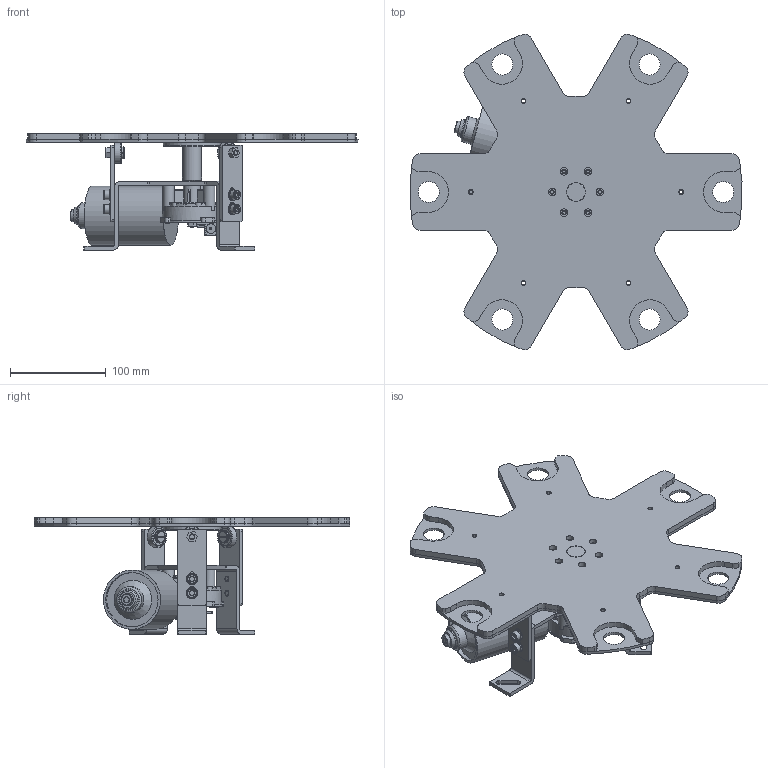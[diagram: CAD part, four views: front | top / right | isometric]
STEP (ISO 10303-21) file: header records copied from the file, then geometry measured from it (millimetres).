
FILE_DESCRIPTION(/* description */ (''),/* implementation_level */ '2;1');
FILE_NAME(/* name */ 'DrehtischAP214.stp',/* time_stamp */ '2023-03-15T14:51:30+01:00',/* author */ ('caesarb'),/* organization */ (''),/* preprocessor_version */ 'ST-DEVELOPER v19',/* originating_system */ 'Autodesk Inventor 2023',/* authorisation */ '');
FILE_SCHEMA (('AUTOMOTIVE_DESIGN { 1 0 10303 214 3 1 1 }'));
Length unit declared in the file: millimetre
Products named in the file (8): 00654972_MOD_RUNDSCHALTT_D_MP3-M-RST; 652351; 683472; 652341; 658556; 656868; 652345; 652343 
Assembly tree (9 placements, depth 2):
  00654972_MOD_RUNDSCHALTT_D_MP3-M-RST
    652351
    683472
    656868  x3
    652341
    658556
    652345
    652343 
Bounding box: 347.27 x 330.13 x 122 mm (x, y, z)
Volume: 1009467.6 mm3; surface area: 384338.5 mm2
Topology: 9 solids, 21 shells, 1120 faces, 2889 edges, 1873 vertices
Faces by surface type: plane 563, cylinder 387, cone 118, torus 47, sphere 5
Full cylindrical faces by diameter (mm): 2 x2, 3.141 x6, 3.2 x2, 4 x1, 4.019 x8, 4.4 x6, 4.5 x12, 4.773 x9, 4.8 x3, 5.5 x6, 5.6 x2, 5.774 x1, 6 x9, 6.342 x1, 6.4 x6, 6.5 x3, 8 x12, 9.8 x1, 10 x10, 11 x3, 11.1 x3, 11.71 x6, 12 x9, 12.564 x6, 13 x3, 13.053 x1, 17.436 x6, 18 x1, 18.29 x6, 19.625 x1
Entity records: 35328 total; most frequent: CARTESIAN_POINT 12229, DIRECTION 4873, ORIENTED_EDGE 4638, EDGE_CURVE 2319, AXIS2_PLACEMENT_3D 1764, VERTEX_POINT 1513, LINE 1345, VECTOR 1345
